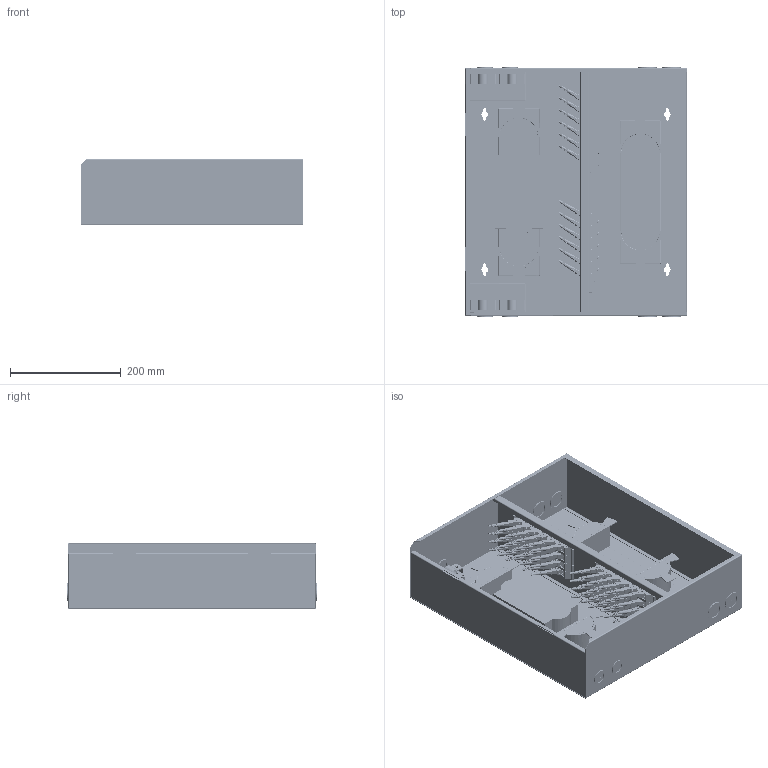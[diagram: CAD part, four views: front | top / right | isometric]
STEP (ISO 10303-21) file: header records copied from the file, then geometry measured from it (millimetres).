
FILE_DESCRIPTION (( 'STEP AP214' ), '1' );
FILE_NAME ('PP-WM48SC.STEP', '2020-09-17T17:58:05', ( '' ), ( '' ), 'SwSTEP 2.0', 'SolidWorks 2018', '' );
FILE_SCHEMA (( 'AUTOMOTIVE_DESIGN' ));
Length unit declared in the file: inch
Products named in the file (15): 1AF04-005-MA1; PP-WM48SC; FE-WM24SC_MA2_CABLE CLAMPING SUBASSY; FE-WM48SC_MA4_HALF SPOOL, FIBER, 1.76" TALL; 1AF04-005-MA4; 1AF04-005-MA2; FE-WM24SC_MA7; FE-WM24SC_MA6_28mm GROMMET; FE-WM24SC_MA5_34mm GROMMET; FOC-SCSMS16; FE-WM48SC_MA1_BASE; FOA-002; FE-WM48SC_MA8; 1AF04-005-MA3; DSTCP-SC
Assembly tree (172 placements, depth 3):
  PP-WM48SC
    FE-WM48SC_MA1_BASE
    FE-WM24SC_MA2_CABLE CLAMPING SUBASSY  x2
    FE-WM48SC_MA4_HALF SPOOL, FIBER, 1.76" TALL  x4
    FE-WM24SC_MA5_34mm GROMMET  x4
    FE-WM24SC_MA6_28mm GROMMET  x4
    FE-WM24SC_MA7  x8
    FOA-002  x48
    FOC-SCSMS16  x48
      1AF04-005-MA2
      1AF04-005-MA1
      1AF04-005-MA4
      1AF04-005-MA3
    DSTCP-SC  x48
    FE-WM48SC_MA8
Bounding box: 400 x 453.26 x 120 mm (x, y, z)
Volume: 1612994.5 mm3; surface area: 1788486.8 mm2
Topology: 335 solids, 335 shells, 27367 faces, 76149 edges, 49456 vertices
Faces by surface type: plane 21432, cylinder 4345, cone 768, torus 588, bspline 234
Entity records: 62352 total; most frequent: CARTESIAN_POINT 18349, ORIENTED_EDGE 8640, DIRECTION 8313, EDGE_CURVE 4320, VECTOR 3147, LINE 3147, VERTEX_POINT 2708, AXIS2_PLACEMENT_3D 2583
